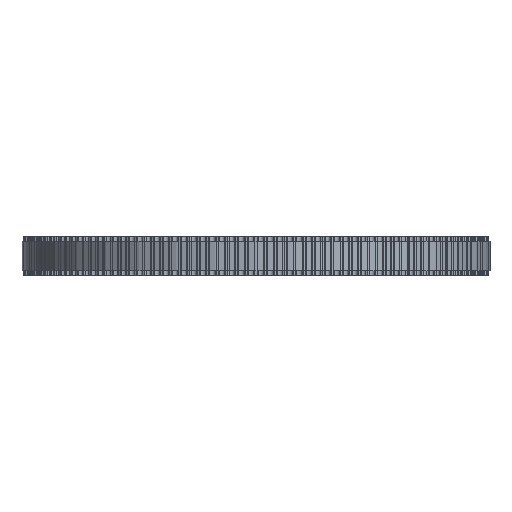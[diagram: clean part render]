
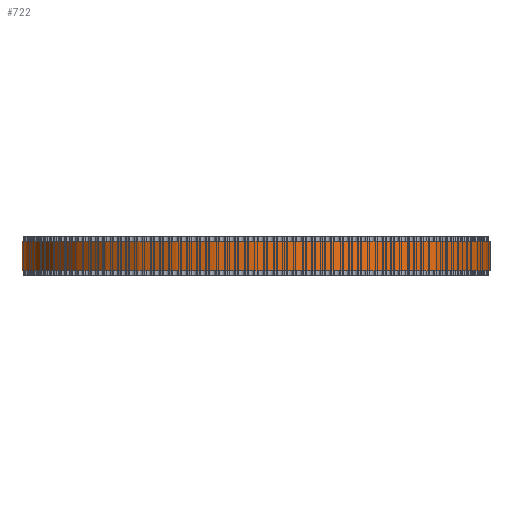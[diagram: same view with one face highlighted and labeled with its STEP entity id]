
A CAD part, front view. The second image highlights one B-rep face of the part: STEP entity #722.
In plain terms, the highlighted cylindrical face has radius 47.746 mm (diameter 95.493 mm), a full revolution.
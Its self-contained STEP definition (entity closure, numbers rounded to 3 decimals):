
#97=FACE_BOUND('',#2528,.T.);
#98=FACE_BOUND('',#2529,.T.);
#722=ADVANCED_FACE('',(#97,#98),#1323,.T.);
#1323=CYLINDRICAL_SURFACE('',#13343,47.746);
#2528=EDGE_LOOP('',(#7330));
#2529=EDGE_LOOP('',(#7331));
#7330=ORIENTED_EDGE('',*,*,#10334,.T.);
#7331=ORIENTED_EDGE('',*,*,#10335,.T.);
#8532=VERTEX_POINT('',#21160);
#8533=VERTEX_POINT('',#21162);
#10334=EDGE_CURVE('',#8532,#8532,#11536,.T.);
#10335=EDGE_CURVE('',#8533,#8533,#11537,.T.);
#11536=CIRCLE('',#13341,47.746);
#11537=CIRCLE('',#13342,47.746);
#13341=AXIS2_PLACEMENT_3D('',#21159,#17550,#17551);
#13342=AXIS2_PLACEMENT_3D('',#21161,#17552,#17553);
#13343=AXIS2_PLACEMENT_3D('',#21163,#17554,#17555);
#17550=DIRECTION('',(0.,0.,1.));
#17551=DIRECTION('',(1.,0.,0.));
#17552=DIRECTION('',(0.,0.,-1.));
#17553=DIRECTION('',(1.,0.,0.));
#17554=DIRECTION('',(0.,0.,1.));
#17555=DIRECTION('',(1.,0.,0.));
#21159=CARTESIAN_POINT('',(0.,0.,1.));
#21160=CARTESIAN_POINT('',(47.746,0.,1.));
#21161=CARTESIAN_POINT('',(0.,0.,7.));
#21162=CARTESIAN_POINT('',(47.746,0.,7.));
#21163=CARTESIAN_POINT('',(0.,0.,1.));
